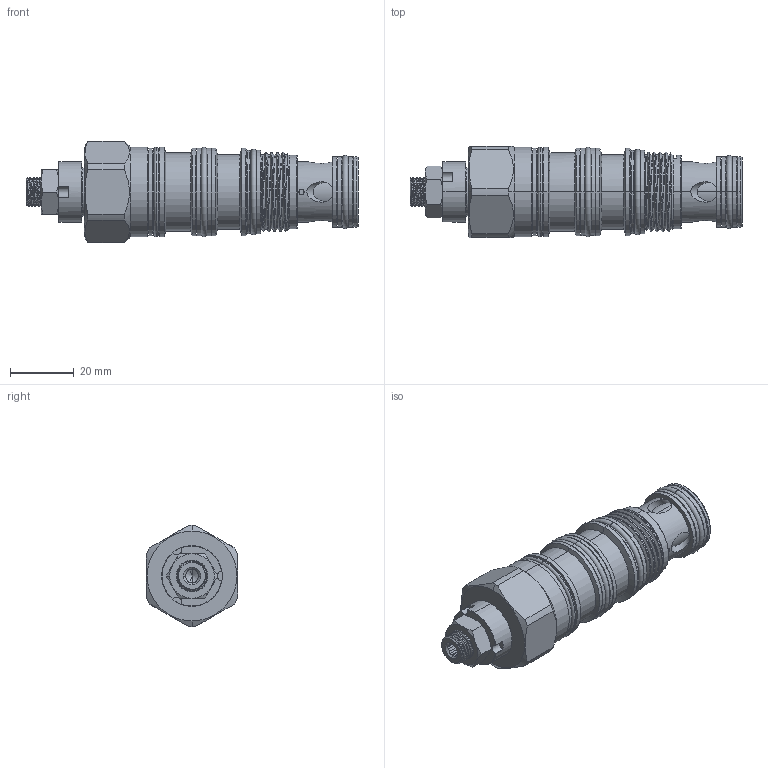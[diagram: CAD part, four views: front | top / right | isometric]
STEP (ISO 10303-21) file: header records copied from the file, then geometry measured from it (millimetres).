
FILE_DESCRIPTION (( 'STEP AP214' ), '1' );
FILE_NAME ('CK22A4C-L.STEP', '2016-04-12T01:47:10', ( '' ), ( '' ), 'SwSTEP 2.0', 'SolidWorks 2012', '' );
FILE_SCHEMA (( 'AUTOMOTIVE_DESIGN' ));
Length unit declared in the file: millimetre
Products named in the file (1): CK22A4C-L
Bounding box: 104.17 x 28.57 x 31.8 mm (x, y, z)
Volume: 45669.5 mm3; surface area: 14242.8 mm2
Topology: 2 solids, 2 shells, 313 faces, 750 edges, 468 vertices
Faces by surface type: cylinder 147, plane 73, cone 63, torus 24, bspline 6
Entity records: 14322 total; most frequent: CARTESIAN_POINT 7310, ORIENTED_EDGE 1496, DIRECTION 1446, EDGE_CURVE 748, AXIS2_PLACEMENT_3D 603, VERTEX_POINT 468, EDGE_LOOP 344, ADVANCED_FACE 313
